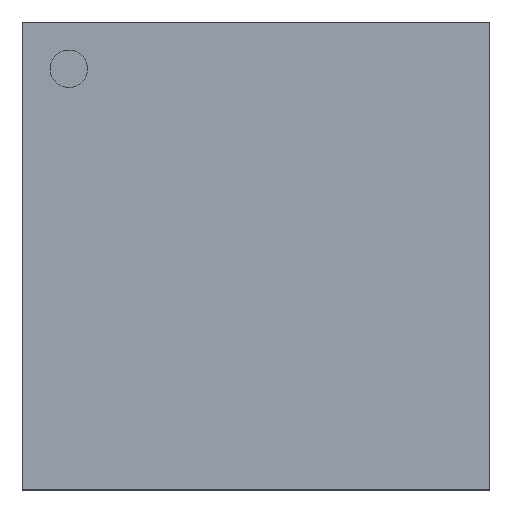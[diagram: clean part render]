
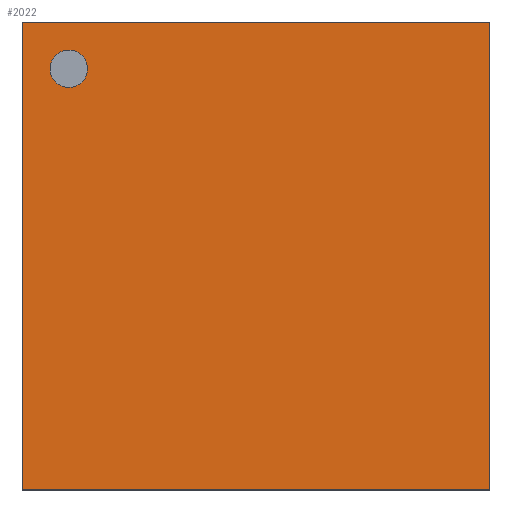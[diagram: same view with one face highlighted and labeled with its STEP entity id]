
A CAD part, top view. The second image highlights one B-rep face of the part: STEP entity #2022.
In plain terms, the highlighted planar face has unit normal (0, 0, 1).
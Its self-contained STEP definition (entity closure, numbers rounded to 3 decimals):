
#15=LINE($,#3850,#27);
#22=LINE($,#3865,#34);
#25=LINE($,#3869,#37);
#26=LINE($,#3870,#38);
#27=VECTOR($,#3119,10.);
#34=VECTOR($,#3130,10.);
#37=VECTOR($,#3135,10.);
#38=VECTOR($,#3136,10.);
#281=PLANE($,#2514);
#410=FACE_BOUND($,#861,.T.);
#571=FACE_OUTER_BOUND($,#860,.T.);
#860=EDGE_LOOP($,(#1715,#1716,#1717,#1718));
#861=EDGE_LOOP($,(#1719));
#1115=CIRCLE($,#2509,0.4);
#1279=VERTEX_POINT($,#3844);
#1280=VERTEX_POINT($,#3848);
#1281=VERTEX_POINT($,#3849);
#1286=VERTEX_POINT($,#3863);
#1287=VERTEX_POINT($,#3864);
#1451=EDGE_CURVE($,#1279,#1279,#1115,.T.);
#1452=EDGE_CURVE($,#1280,#1281,#15,.T.);
#1459=EDGE_CURVE($,#1286,#1287,#22,.T.);
#1462=EDGE_CURVE($,#1281,#1286,#25,.T.);
#1463=EDGE_CURVE($,#1287,#1280,#26,.T.);
#1715=ORIENTED_EDGE($,*,*,#1462,.F.);
#1716=ORIENTED_EDGE($,*,*,#1452,.F.);
#1717=ORIENTED_EDGE($,*,*,#1463,.F.);
#1718=ORIENTED_EDGE($,*,*,#1459,.F.);
#1719=ORIENTED_EDGE($,*,*,#1451,.T.);
#2022=ADVANCED_FACE($,(#571,#410),#281,.T.);
#2509=AXIS2_PLACEMENT_3D($,#3845,#3113,#3114);
#2514=AXIS2_PLACEMENT_3D($,#3868,#3133,#3134);
#3113=DIRECTION('center_axis',(0.,0.,-1.));
#3114=DIRECTION('ref_axis',(1.,0.,0.));
#3119=DIRECTION($,(1.,0.,0.));
#3130=DIRECTION($,(-1.,0.,0.));
#3133=DIRECTION('center_axis',(0.,0.,1.));
#3134=DIRECTION('ref_axis',(1.,0.,0.));
#3135=DIRECTION($,(0.,-1.,0.));
#3136=DIRECTION($,(0.,1.,0.));
#3844=CARTESIAN_POINT('',(-4.4,4.,1.8));
#3845=CARTESIAN_POINT('Origin',(-4.,4.,1.8));
#3848=CARTESIAN_POINT('',(-5.,5.,1.8));
#3849=CARTESIAN_POINT('',(5.,5.,1.8));
#3850=CARTESIAN_POINT($,(-5.,5.,1.8));
#3863=CARTESIAN_POINT('',(5.,-5.,1.8));
#3864=CARTESIAN_POINT('',(-5.,-5.,1.8));
#3865=CARTESIAN_POINT($,(5.,-5.,1.8));
#3868=CARTESIAN_POINT('Origin',(-5.5,-5.5,1.8));
#3869=CARTESIAN_POINT($,(5.,5.,1.8));
#3870=CARTESIAN_POINT($,(-5.,-5.,1.8));
